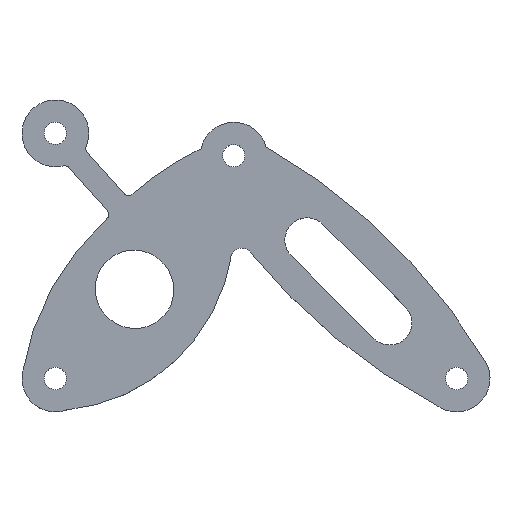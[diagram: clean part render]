
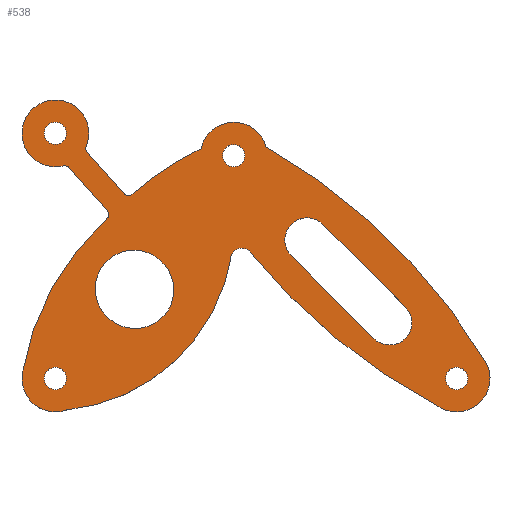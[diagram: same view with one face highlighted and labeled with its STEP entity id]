
A CAD part, top view. The second image highlights one B-rep face of the part: STEP entity #538.
In plain terms, the highlighted planar face has unit normal (0, 0, 1).
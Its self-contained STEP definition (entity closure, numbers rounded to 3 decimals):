
#15=FACE_BOUND('',#91,.T.);
#16=FACE_BOUND('',#92,.T.);
#17=FACE_BOUND('',#93,.T.);
#18=FACE_BOUND('',#94,.T.);
#19=FACE_BOUND('',#95,.T.);
#20=FACE_BOUND('',#96,.T.);
#27=ELLIPSE('',#568,17.76,17.44);
#28=ELLIPSE('',#569,17.76,17.44);
#36=PLANE('',#628);
#63=FACE_OUTER_BOUND('',#90,.T.);
#90=EDGE_LOOP('',(#441,#442,#443,#444,#445,#446,#447,#448,#449,#450,#451,
#452,#453,#454,#455,#456));
#91=EDGE_LOOP('',(#457));
#92=EDGE_LOOP('',(#458));
#93=EDGE_LOOP('',(#459));
#94=EDGE_LOOP('',(#460));
#95=EDGE_LOOP('',(#461,#462));
#96=EDGE_LOOP('',(#463,#464,#465,#466));
#107=LINE('',#819,#140);
#111=LINE('',#829,#144);
#124=LINE('',#918,#157);
#130=LINE('',#942,#163);
#140=VECTOR('',#643,10.);
#144=VECTOR('',#655,10.);
#157=VECTOR('',#732,10.);
#163=VECTOR('',#758,10.);
#171=CIRCLE('',#562,10.);
#173=CIRCLE('',#566,10.);
#174=CIRCLE('',#573,5.);
#176=CIRCLE('',#576,5.);
#178=CIRCLE('',#579,5.);
#180=CIRCLE('',#582,5.);
#183=CIRCLE('',#586,5.);
#185=CIRCLE('',#589,83.112);
#187=CIRCLE('',#592,15.);
#189=CIRCLE('',#595,119.624);
#191=CIRCLE('',#598,2.5);
#193=CIRCLE('',#602,2.5);
#195=CIRCLE('',#605,15.);
#197=CIRCLE('',#608,2.5);
#199=CIRCLE('',#612,2.5);
#201=CIRCLE('',#615,151.73);
#203=CIRCLE('',#618,15.);
#205=CIRCLE('',#621,271.608);
#207=CIRCLE('',#624,15.);
#209=CIRCLE('',#627,273.973);
#212=VERTEX_POINT('',#810);
#213=VERTEX_POINT('',#812);
#215=VERTEX_POINT('',#818);
#217=VERTEX_POINT('',#824);
#218=VERTEX_POINT('',#848);
#219=VERTEX_POINT('',#849);
#222=VERTEX_POINT('',#858);
#224=VERTEX_POINT('',#864);
#226=VERTEX_POINT('',#870);
#228=VERTEX_POINT('',#876);
#232=VERTEX_POINT('',#885);
#233=VERTEX_POINT('',#887);
#235=VERTEX_POINT('',#893);
#237=VERTEX_POINT('',#899);
#239=VERTEX_POINT('',#905);
#241=VERTEX_POINT('',#911);
#243=VERTEX_POINT('',#917);
#245=VERTEX_POINT('',#923);
#247=VERTEX_POINT('',#929);
#249=VERTEX_POINT('',#935);
#251=VERTEX_POINT('',#941);
#253=VERTEX_POINT('',#947);
#255=VERTEX_POINT('',#953);
#257=VERTEX_POINT('',#959);
#259=VERTEX_POINT('',#965);
#261=VERTEX_POINT('',#971);
#264=EDGE_CURVE('',#213,#212,#171,.T.);
#267=EDGE_CURVE('',#215,#213,#107,.T.);
#270=EDGE_CURVE('',#217,#215,#173,.T.);
#273=EDGE_CURVE('',#212,#217,#111,.T.);
#274=EDGE_CURVE('',#218,#219,#27,.T.);
#275=EDGE_CURVE('',#219,#218,#28,.T.);
#279=EDGE_CURVE('',#222,#222,#174,.T.);
#282=EDGE_CURVE('',#224,#224,#176,.T.);
#285=EDGE_CURVE('',#226,#226,#178,.T.);
#288=EDGE_CURVE('',#228,#228,#180,.T.);
#293=EDGE_CURVE('',#233,#232,#183,.T.);
#296=EDGE_CURVE('',#235,#233,#185,.T.);
#299=EDGE_CURVE('',#237,#235,#187,.T.);
#302=EDGE_CURVE('',#239,#237,#189,.T.);
#305=EDGE_CURVE('',#241,#239,#191,.T.);
#308=EDGE_CURVE('',#243,#241,#124,.T.);
#311=EDGE_CURVE('',#245,#243,#193,.T.);
#314=EDGE_CURVE('',#247,#245,#195,.T.);
#317=EDGE_CURVE('',#249,#247,#197,.T.);
#320=EDGE_CURVE('',#251,#249,#130,.T.);
#323=EDGE_CURVE('',#253,#251,#199,.T.);
#326=EDGE_CURVE('',#255,#253,#201,.T.);
#329=EDGE_CURVE('',#257,#255,#203,.T.);
#332=EDGE_CURVE('',#259,#257,#205,.T.);
#335=EDGE_CURVE('',#261,#259,#207,.T.);
#338=EDGE_CURVE('',#232,#261,#209,.T.);
#441=ORIENTED_EDGE('',*,*,#338,.T.);
#442=ORIENTED_EDGE('',*,*,#335,.T.);
#443=ORIENTED_EDGE('',*,*,#332,.T.);
#444=ORIENTED_EDGE('',*,*,#329,.T.);
#445=ORIENTED_EDGE('',*,*,#326,.T.);
#446=ORIENTED_EDGE('',*,*,#323,.T.);
#447=ORIENTED_EDGE('',*,*,#320,.T.);
#448=ORIENTED_EDGE('',*,*,#317,.T.);
#449=ORIENTED_EDGE('',*,*,#314,.T.);
#450=ORIENTED_EDGE('',*,*,#311,.T.);
#451=ORIENTED_EDGE('',*,*,#308,.T.);
#452=ORIENTED_EDGE('',*,*,#305,.T.);
#453=ORIENTED_EDGE('',*,*,#302,.T.);
#454=ORIENTED_EDGE('',*,*,#299,.T.);
#455=ORIENTED_EDGE('',*,*,#296,.T.);
#456=ORIENTED_EDGE('',*,*,#293,.T.);
#457=ORIENTED_EDGE('',*,*,#288,.T.);
#458=ORIENTED_EDGE('',*,*,#285,.T.);
#459=ORIENTED_EDGE('',*,*,#282,.T.);
#460=ORIENTED_EDGE('',*,*,#279,.T.);
#461=ORIENTED_EDGE('',*,*,#274,.T.);
#462=ORIENTED_EDGE('',*,*,#275,.T.);
#463=ORIENTED_EDGE('',*,*,#273,.T.);
#464=ORIENTED_EDGE('',*,*,#270,.T.);
#465=ORIENTED_EDGE('',*,*,#267,.T.);
#466=ORIENTED_EDGE('',*,*,#264,.T.);
#538=ADVANCED_FACE('',(#63,#15,#16,#17,#18,#19,#20),#36,.T.);
#562=AXIS2_PLACEMENT_3D('',#813,#637,#638);
#566=AXIS2_PLACEMENT_3D('',#825,#649,#650);
#568=AXIS2_PLACEMENT_3D('',#850,#656,#657);
#569=AXIS2_PLACEMENT_3D('',#851,#658,#659);
#573=AXIS2_PLACEMENT_3D('',#859,#667,#668);
#576=AXIS2_PLACEMENT_3D('',#865,#674,#675);
#579=AXIS2_PLACEMENT_3D('',#871,#681,#682);
#582=AXIS2_PLACEMENT_3D('',#877,#688,#689);
#586=AXIS2_PLACEMENT_3D('',#888,#698,#699);
#589=AXIS2_PLACEMENT_3D('',#894,#705,#706);
#592=AXIS2_PLACEMENT_3D('',#900,#712,#713);
#595=AXIS2_PLACEMENT_3D('',#906,#719,#720);
#598=AXIS2_PLACEMENT_3D('',#912,#726,#727);
#602=AXIS2_PLACEMENT_3D('',#924,#738,#739);
#605=AXIS2_PLACEMENT_3D('',#930,#745,#746);
#608=AXIS2_PLACEMENT_3D('',#936,#752,#753);
#612=AXIS2_PLACEMENT_3D('',#948,#764,#765);
#615=AXIS2_PLACEMENT_3D('',#954,#771,#772);
#618=AXIS2_PLACEMENT_3D('',#960,#778,#779);
#621=AXIS2_PLACEMENT_3D('',#966,#785,#786);
#624=AXIS2_PLACEMENT_3D('',#972,#792,#793);
#627=AXIS2_PLACEMENT_3D('',#976,#799,#800);
#628=AXIS2_PLACEMENT_3D('',#977,#801,#802);
#637=DIRECTION('center_axis',(0.,0.,-1.));
#638=DIRECTION('ref_axis',(-0.708,-0.706,0.));
#643=DIRECTION('',(-0.706,0.708,0.));
#649=DIRECTION('center_axis',(0.,0.,-1.));
#650=DIRECTION('ref_axis',(0.708,0.706,0.));
#655=DIRECTION('',(0.706,-0.708,0.));
#656=DIRECTION('center_axis',(0.,0.,-1.));
#657=DIRECTION('ref_axis',(-0.771,0.636,0.));
#658=DIRECTION('center_axis',(0.,0.,-1.));
#659=DIRECTION('ref_axis',(-0.771,0.636,0.));
#667=DIRECTION('center_axis',(0.,0.,-1.));
#668=DIRECTION('ref_axis',(-1.,0.,0.));
#674=DIRECTION('center_axis',(0.,0.,-1.));
#675=DIRECTION('ref_axis',(-1.,0.,0.));
#681=DIRECTION('center_axis',(0.,0.,-1.));
#682=DIRECTION('ref_axis',(-1.,0.,0.));
#688=DIRECTION('center_axis',(0.,0.,-1.));
#689=DIRECTION('ref_axis',(-1.,0.,0.));
#698=DIRECTION('center_axis',(0.,0.,-1.));
#699=DIRECTION('ref_axis',(-0.775,-0.632,0.));
#705=DIRECTION('center_axis',(0.,0.,1.));
#706=DIRECTION('ref_axis',(0.098,-0.995,0.));
#712=DIRECTION('center_axis',(0.,0.,1.));
#713=DIRECTION('ref_axis',(1.,0.,0.));
#719=DIRECTION('center_axis',(0.,0.,1.));
#720=DIRECTION('ref_axis',(-0.669,0.743,0.));
#726=DIRECTION('center_axis',(0.,0.,-1.));
#727=DIRECTION('ref_axis',(-0.669,0.743,0.));
#732=DIRECTION('',(0.667,-0.745,0.));
#738=DIRECTION('center_axis',(0.,0.,-1.));
#739=DIRECTION('ref_axis',(-0.745,-0.667,0.));
#745=DIRECTION('center_axis',(0.,0.,1.));
#746=DIRECTION('ref_axis',(1.,0.,0.));
#752=DIRECTION('center_axis',(0.,0.,-1.));
#753=DIRECTION('ref_axis',(0.921,-0.389,0.));
#758=DIRECTION('',(-0.667,0.745,0.));
#764=DIRECTION('center_axis',(0.,0.,-1.));
#765=DIRECTION('ref_axis',(0.745,0.667,0.));
#771=DIRECTION('center_axis',(0.,0.,1.));
#772=DIRECTION('ref_axis',(-0.444,0.896,0.));
#778=DIRECTION('center_axis',(0.,0.,1.));
#779=DIRECTION('ref_axis',(1.,0.,0.));
#785=DIRECTION('center_axis',(0.,0.,1.));
#786=DIRECTION('ref_axis',(0.857,0.515,0.));
#792=DIRECTION('center_axis',(0.,0.,1.));
#793=DIRECTION('ref_axis',(1.,0.,0.));
#799=DIRECTION('center_axis',(0.,0.,1.));
#800=DIRECTION('ref_axis',(-0.775,-0.632,0.));
#801=DIRECTION('center_axis',(0.,0.,1.));
#802=DIRECTION('ref_axis',(1.,0.,0.));
#810=CARTESIAN_POINT('',(30.02,14.17,9.725));
#812=CARTESIAN_POINT('',(15.858,0.048,9.725));
#813=CARTESIAN_POINT('Origin',(22.939,7.109,9.725));
#818=CARTESIAN_POINT('',(52.863,-37.061,9.725));
#819=CARTESIAN_POINT('',(52.863,-37.061,9.725));
#824=CARTESIAN_POINT('',(67.025,-22.939,9.725));
#825=CARTESIAN_POINT('Origin',(59.944,-30.,9.725));
#829=CARTESIAN_POINT('',(30.02,14.17,9.725));
#848=CARTESIAN_POINT('',(-43.401,-1.548,9.725));
#849=CARTESIAN_POINT('',(-40.801,-26.303,9.725));
#850=CARTESIAN_POINT('Origin',(-54.5,-15.,9.725));
#851=CARTESIAN_POINT('Origin',(-54.5,-15.,9.725));
#858=CARTESIAN_POINT('',(95.,-55.,9.725));
#859=CARTESIAN_POINT('Origin',(90.,-55.,9.725));
#864=CARTESIAN_POINT('',(-5.,45.009,9.725));
#865=CARTESIAN_POINT('Origin',(-10.,45.009,9.725));
#870=CARTESIAN_POINT('',(-85.,55.,9.725));
#871=CARTESIAN_POINT('Origin',(-90.,55.,9.725));
#876=CARTESIAN_POINT('',(-85.,-55.,9.725));
#877=CARTESIAN_POINT('Origin',(-90.,-55.,9.725));
#885=CARTESIAN_POINT('',(-2.527,1.659,9.725));
#887=CARTESIAN_POINT('',(-10.995,0.473,9.725));
#888=CARTESIAN_POINT('Origin',(-6.401,-1.501,9.725));
#893=CARTESIAN_POINT('',(-84.922,-69.114,9.725));
#894=CARTESIAN_POINT('Origin',(-93.064,13.598,9.725));
#899=CARTESIAN_POINT('',(-104.797,-52.539,9.725));
#900=CARTESIAN_POINT('Origin',(-90.,-55.,9.725));
#905=CARTESIAN_POINT('',(-66.865,16.708,9.725));
#906=CARTESIAN_POINT('Origin',(13.206,-72.165,9.725));
#911=CARTESIAN_POINT('',(-66.676,20.233,9.725));
#912=CARTESIAN_POINT('Origin',(-68.539,18.566,9.725));
#917=CARTESIAN_POINT('',(-84.053,39.65,9.725));
#918=CARTESIAN_POINT('',(-84.053,39.65,9.725));
#923=CARTESIAN_POINT('',(-86.499,40.414,9.725));
#924=CARTESIAN_POINT('Origin',(-85.916,37.983,9.725));
#929=CARTESIAN_POINT('',(-76.183,49.162,9.725));
#930=CARTESIAN_POINT('Origin',(-90.,55.,9.725));
#935=CARTESIAN_POINT('',(-75.743,46.522,9.725));
#936=CARTESIAN_POINT('Origin',(-73.88,48.189,9.725));
#941=CARTESIAN_POINT('',(-59.141,27.971,9.725));
#942=CARTESIAN_POINT('',(-59.141,27.971,9.725));
#947=CARTESIAN_POINT('',(-55.657,27.736,9.725));
#948=CARTESIAN_POINT('Origin',(-57.278,29.639,9.725));
#953=CARTESIAN_POINT('',(-24.662,48.177,9.725));
#954=CARTESIAN_POINT('Origin',(42.748,-87.756,9.725));
#959=CARTESIAN_POINT('',(4.503,48.837,9.725));
#960=CARTESIAN_POINT('Origin',(-10.,45.009,9.725));
#965=CARTESIAN_POINT('',(102.858,-47.275,9.725));
#966=CARTESIAN_POINT('Origin',(-129.964,-187.149,9.725));
#971=CARTESIAN_POINT('',(81.005,-67.003,9.725));
#972=CARTESIAN_POINT('Origin',(90.,-55.,9.725));
#976=CARTESIAN_POINT('Origin',(209.791,174.814,9.725));
#977=CARTESIAN_POINT('Origin',(0.,0.,
9.725));
